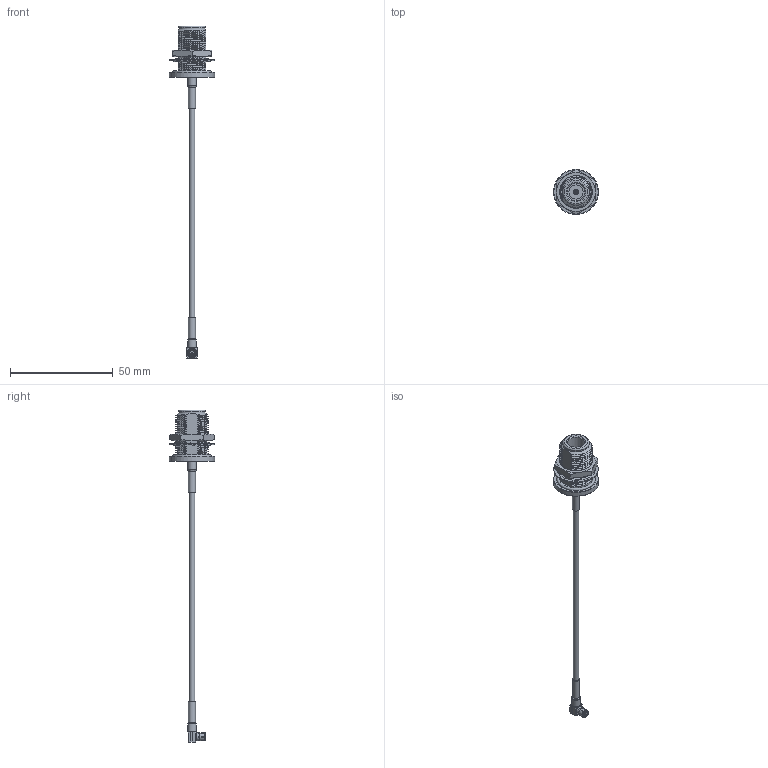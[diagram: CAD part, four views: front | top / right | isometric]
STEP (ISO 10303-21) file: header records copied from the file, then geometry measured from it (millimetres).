
FILE_DESCRIPTION (( 'STEP AP203' ), '1' );
FILE_NAME ('PE39463_3D.step', '2020-07-15T15:54:35', ( '' ), ( '' ), 'SwSTEP 2.0', 'SolidWorks 2018', '' );
FILE_SCHEMA (( 'CONFIG_CONTROL_DESIGN' ));
Length unit declared in the file: inch
Products named in the file (4): Coax Cable^PE39463_PE-SR405FLJ; PE44706^PE39463_Heat Shrink; PE39463_3D; PE44698^PE39463_Heat Shrink sr405-sr086
Assembly tree (3 placements, depth 2):
  PE39463_3D
    Coax Cable^PE39463_PE-SR405FLJ
    PE44706^PE39463_Heat Shrink
    PE44698^PE39463_Heat Shrink sr405-sr086
Bounding box: 22 x 22 x 161.84 mm (x, y, z)
Volume: 5686.2 mm3; surface area: 5772.8 mm2
Topology: 8 solids, 9 shells, 572 faces, 1612 edges, 1072 vertices
Faces by surface type: plane 268, bspline 158, cylinder 99, cone 45, torus 2
Full cylindrical faces by diameter (mm): 0.508 x1, 1.27 x1, 1.651 x1, 1.672 x1, 2.146 x1, 2.159 x1, 2.261 x1, 2.286 x1, 2.438 x1, 2.667 x1, 2.863 x1, 3.277 x1, 3.429 x2, 3.607 x1, 3.937 x1, 4.039 x1, 4.369 x1, 6.858 x1, 8.382 x1, 13.005 x1, 15.926 x1, 19.431 x1, 21.59 x1, 21.996 x1
Entity records: 94967 total; most frequent: CARTESIAN_POINT 82032, ORIENTED_EDGE 3122, DIRECTION 1920, EDGE_CURVE 1561, VERTEX_POINT 1059, VECTOR 670, LINE 670, EDGE_LOOP 628
